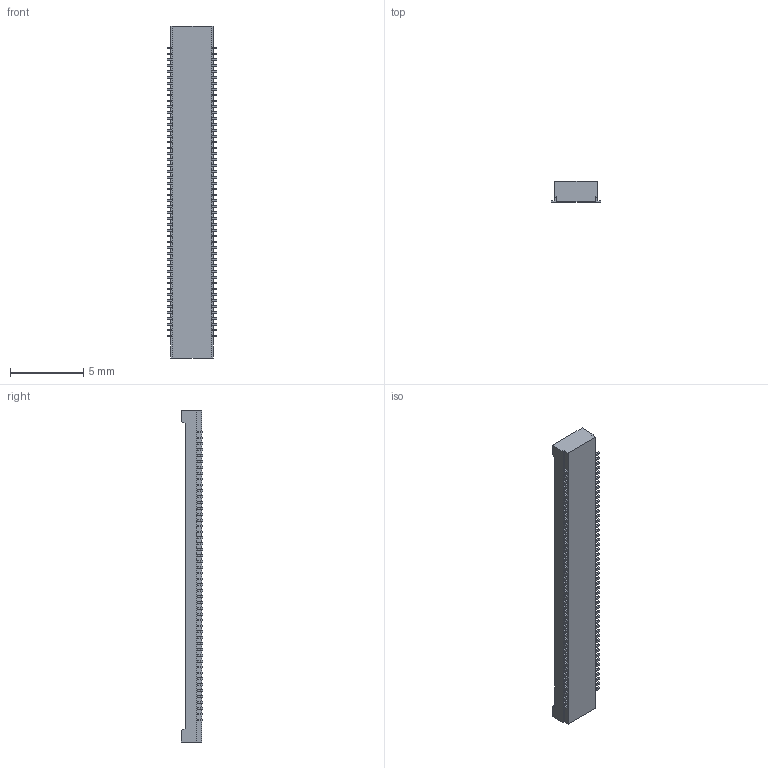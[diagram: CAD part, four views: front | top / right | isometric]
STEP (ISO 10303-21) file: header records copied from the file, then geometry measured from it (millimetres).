
FILE_DESCRIPTION(('CoCreate Modeling STEP Export'),'2;1');
FILE_NAME('DF40C-100DS.stp','2009-12-09T17:18:57',(''),(''),'CoCreate Modeling STEP processor for AP214 (Solid Model)','CoCreate Modeling 16.00B 02-Dec-2008 (C) Parametric Technology GmbH','');
FILE_SCHEMA(('AUTOMOTIVE_DESIGN { 1 0 10303 214 1 1 1 1 }'));
Products named in the file (1): C100
Bounding box: 3.38 x 1.45 x 22.6 mm (x, y, z)
Volume: 56.5 mm3; surface area: 298.6 mm2
Topology: 1 solids, 1 shells, 2293 faces, 6224 edges, 4136 vertices
Faces by surface type: plane 1769, cylinder 512, cone 12
Entity records: 69198 total; most frequent: ORIENTED_EDGE 12448, CARTESIAN_POINT 12157, DIRECTION 10858, EDGE_CURVE 6224, VECTOR 5178, LINE 5178, VERTEX_POINT 4136, AXIS2_PLACEMENT_3D 2840
